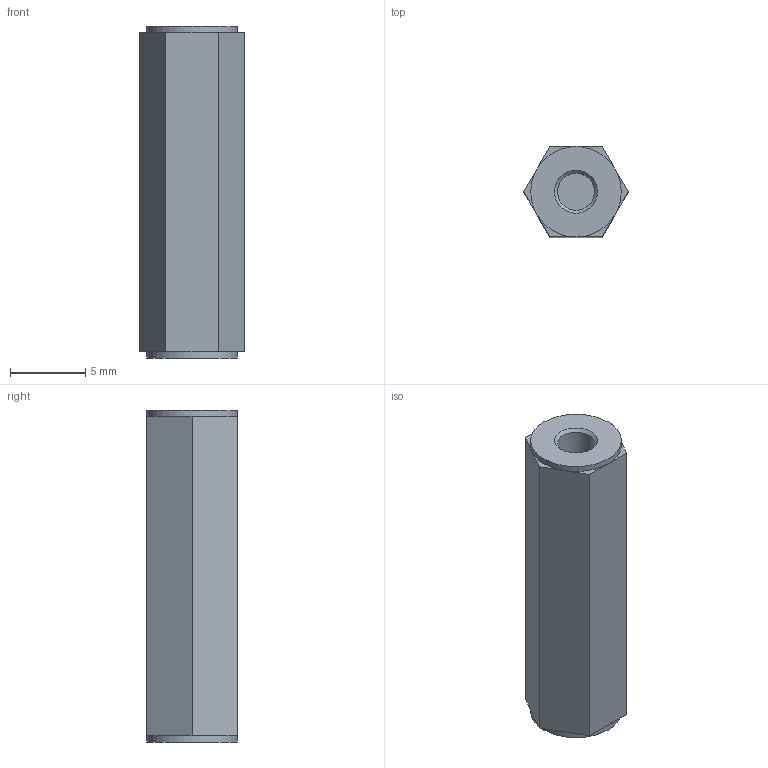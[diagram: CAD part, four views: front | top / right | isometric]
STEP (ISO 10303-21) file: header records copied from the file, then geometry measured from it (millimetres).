
FILE_DESCRIPTION(/* description */ ('Unknown'),/* implementation_level */ '2;1');
FILE_NAME(/* name */ '970220365',/* time_stamp */ '2023-05-09T16:28:09+02:00',/* author */ ('Unknown'),/* organization */ ('Unknown'),/* preprocessor_version */ 'ST-DEVELOPER v16.7',/* originating_system */ 'Solid Edge',/* authorisation */ 'Unknown');
FILE_SCHEMA (('AUTOMOTIVE_DESIGN {1 0 10303 214 3 1 1}'));
Length unit declared in the file: millimetre
Products named in the file (1): 970220365
Bounding box: 6.93 x 6 x 22 mm (x, y, z)
Volume: 588.3 mm3; surface area: 670.9 mm2
Topology: 1 solids, 1 shells, 28 faces, 60 edges, 36 vertices
Faces by surface type: plane 22, cylinder 4, cone 2
Full cylindrical faces by diameter (mm): 2.459 x2, 6 x2
Entity records: 902 total; most frequent: DIRECTION 128, CARTESIAN_POINT 111, ORIENTED_EDGE 100, EDGE_CURVE 50, AXIS2_PLACEMENT_3D 49, EDGE_LOOP 36, FACE_BOUND 36, VERTEX_POINT 32
